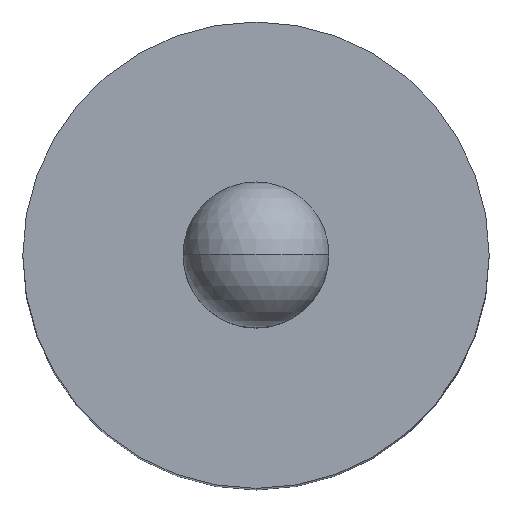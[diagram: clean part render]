
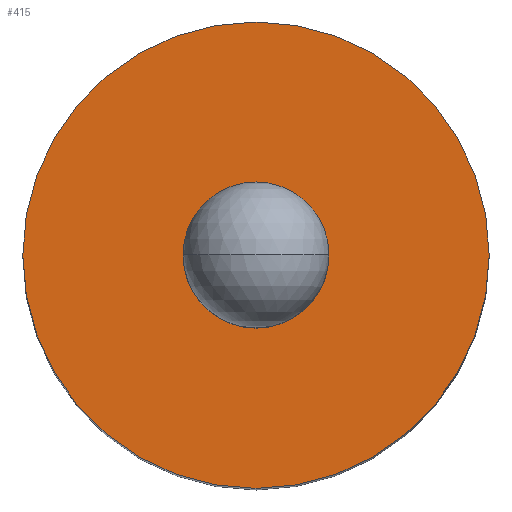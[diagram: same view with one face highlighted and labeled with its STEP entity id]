
A CAD part, top view. The second image highlights one B-rep face of the part: STEP entity #415.
In plain terms, the highlighted planar face has unit normal (0, 0, 1).
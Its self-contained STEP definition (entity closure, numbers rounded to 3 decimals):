
#9 = VERTEX_POINT ( 'NONE', #294 ) ;
#20 = FACE_BOUND ( 'NONE', #277, .T. ) ;
#39 = EDGE_CURVE ( 'NONE', #381, #223, #249, .T. ) ;
#47 = DIRECTION ( 'NONE',  ( -1., 0., 0. ) ) ;
#59 = CIRCLE ( 'NONE', #426, 0.815 ) ;
#84 = EDGE_LOOP ( 'NONE', ( #366, #341 ) ) ;
#88 = DIRECTION ( 'NONE',  ( 0., 0., -1. ) ) ;
#96 = CIRCLE ( 'NONE', #460, 0.255 ) ;
#104 = AXIS2_PLACEMENT_3D ( 'NONE', #186, #333, #478 ) ;
#111 = ORIENTED_EDGE ( 'NONE', *, *, #352, .T. ) ;
#133 = PLANE ( 'NONE',  #144 ) ;
#142 = DIRECTION ( 'NONE',  ( 0., 0., -1. ) ) ;
#144 = AXIS2_PLACEMENT_3D ( 'NONE', #284, #452, #47 ) ;
#161 = DIRECTION ( 'NONE',  ( 0., 0., -1. ) ) ;
#164 = CARTESIAN_POINT ( 'NONE',  ( 0., 0., -0.88 ) ) ;
#170 = FACE_OUTER_BOUND ( 'NONE', #84, .T. ) ;
#176 = CARTESIAN_POINT ( 'NONE',  ( 0., 0., -0.88 ) ) ;
#186 = CARTESIAN_POINT ( 'NONE',  ( 0., 0., -0.88 ) ) ;
#191 = CIRCLE ( 'NONE', #104, 0.255 ) ;
#197 = EDGE_CURVE ( 'NONE', #223, #381, #59, .T. ) ;
#223 = VERTEX_POINT ( 'NONE', #399 ) ;
#246 = CARTESIAN_POINT ( 'NONE',  ( 0., 0., -0.88 ) ) ;
#249 = CIRCLE ( 'NONE', #282, 0.815 ) ;
#268 = VERTEX_POINT ( 'NONE', #462 ) ;
#277 = EDGE_LOOP ( 'NONE', ( #327, #111 ) ) ;
#282 = AXIS2_PLACEMENT_3D ( 'NONE', #246, #88, #349 ) ;
#284 = CARTESIAN_POINT ( 'NONE',  ( 0., 0., -0.88 ) ) ;
#294 = CARTESIAN_POINT ( 'NONE',  ( 0.255, 0., -0.88 ) ) ;
#326 = DIRECTION ( 'NONE',  ( -1., 0., 0. ) ) ;
#327 = ORIENTED_EDGE ( 'NONE', *, *, #376, .T. ) ;
#333 = DIRECTION ( 'NONE',  ( 0., 0., -1. ) ) ;
#341 = ORIENTED_EDGE ( 'NONE', *, *, #197, .F. ) ;
#349 = DIRECTION ( 'NONE',  ( -1., 0., 0. ) ) ;
#352 = EDGE_CURVE ( 'NONE', #9, #268, #96, .T. ) ;
#366 = ORIENTED_EDGE ( 'NONE', *, *, #39, .F. ) ;
#376 = EDGE_CURVE ( 'NONE', #268, #9, #191, .T. ) ;
#381 = VERTEX_POINT ( 'NONE', #437 ) ;
#399 = CARTESIAN_POINT ( 'NONE',  ( 0.815, 0., -0.88 ) ) ;
#415 = ADVANCED_FACE ( 'NONE', ( #20, #170 ), #133, .F. ) ;
#426 = AXIS2_PLACEMENT_3D ( 'NONE', #176, #142, #326 ) ;
#437 = CARTESIAN_POINT ( 'NONE',  ( -0.815, 0., -0.88 ) ) ;
#452 = DIRECTION ( 'NONE',  ( 0., 0., -1. ) ) ;
#460 = AXIS2_PLACEMENT_3D ( 'NONE', #164, #161, #475 ) ;
#462 = CARTESIAN_POINT ( 'NONE',  ( -0.255, 0., -0.88 ) ) ;
#475 = DIRECTION ( 'NONE',  ( -1., 0., 0. ) ) ;
#478 = DIRECTION ( 'NONE',  ( -1., 0., 0. ) ) ;
